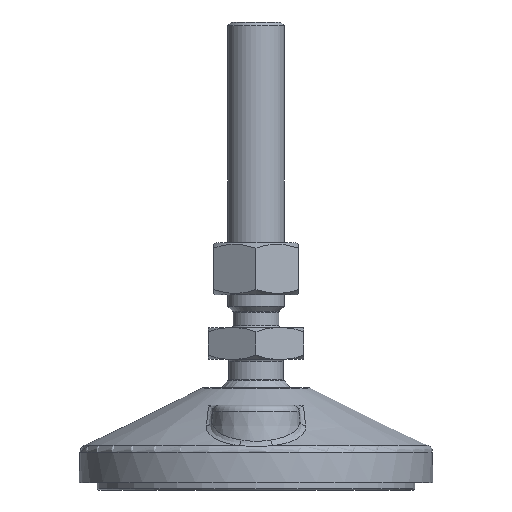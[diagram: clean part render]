
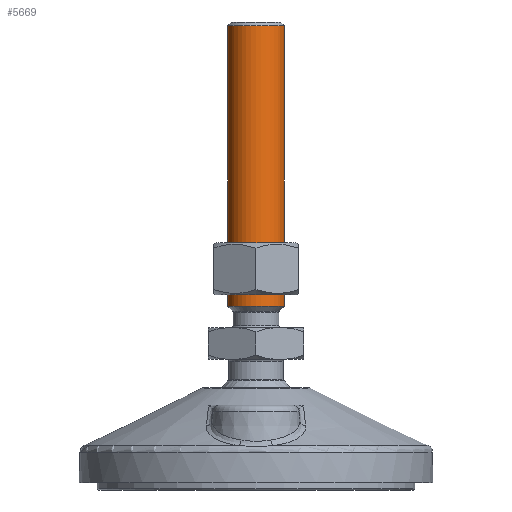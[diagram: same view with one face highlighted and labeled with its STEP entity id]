
A CAD part, front view. The second image highlights one B-rep face of the part: STEP entity #5669.
In plain terms, the highlighted cylindrical face has radius 8 mm (diameter 16 mm), a full revolution.
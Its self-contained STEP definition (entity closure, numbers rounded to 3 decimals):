
#4918=CARTESIAN_POINT('',(-8.,15.0,0.0));
#4919=VERTEX_POINT('',#4918);
#4920=CARTESIAN_POINT('',(0.,15.0,0.0));
#4921=DIRECTION('',(0.0,1.0,0.0));
#4922=DIRECTION('',(-1.0,0.0,0.0));
#4923=AXIS2_PLACEMENT_3D('',#4920,#4921,#4922);
#4924=CIRCLE('',#4923,8.0);
#4925=EDGE_CURVE('',#4919,#4919,#4924,.T.);
#5635=CARTESIAN_POINT('',(-8.,94.5,0.));
#5636=VERTEX_POINT('',#5635);
#5637=CARTESIAN_POINT('',(0.,94.5,0.0));
#5638=DIRECTION('',(0.0,1.0,0.0));
#5639=DIRECTION('',(1.0,0.0,0.0));
#5640=AXIS2_PLACEMENT_3D('',#5637,#5638,#5639);
#5641=CIRCLE('',#5640,8.0);
#5642=EDGE_CURVE('',#5636,#5636,#5641,.T.);
#5658=CARTESIAN_POINT('',(0.,55.25,0.0));
#5659=DIRECTION('',(0.0,1.0,0.0));
#5660=DIRECTION('',(-1.0,0.0,0.0));
#5661=AXIS2_PLACEMENT_3D('',#5658,#5659,#5660);
#5662=CYLINDRICAL_SURFACE('',#5661,8.0);
#5663=ORIENTED_EDGE('',*,*,#4925,.T.);
#5664=EDGE_LOOP('',(#5663));
#5665=FACE_OUTER_BOUND('',#5664,.T.);
#5666=ORIENTED_EDGE('',*,*,#5642,.F.);
#5667=EDGE_LOOP('',(#5666));
#5668=FACE_BOUND('',#5667,.T.);
#5669=ADVANCED_FACE('',(#5665,#5668),#5662,.T.);
